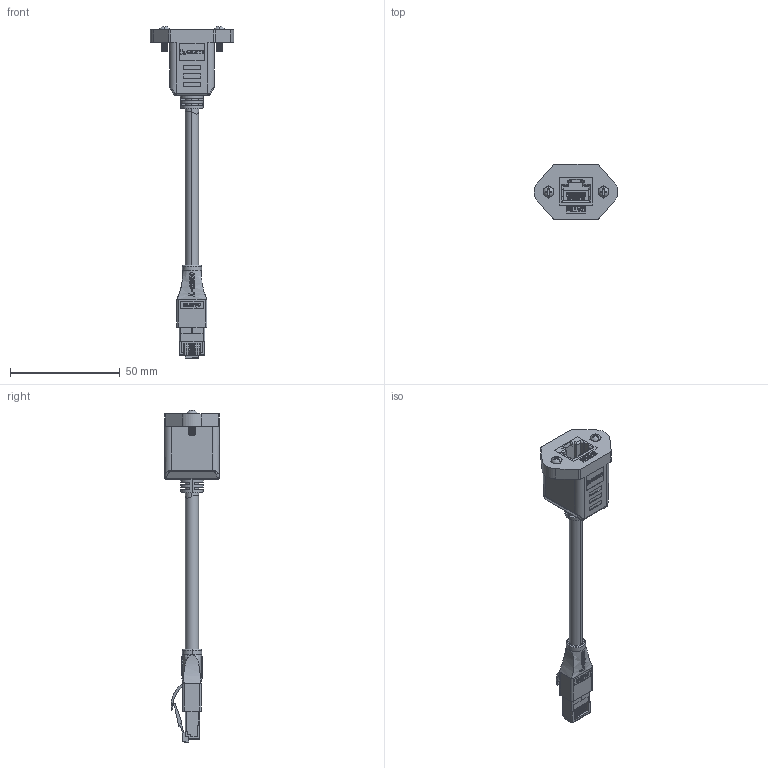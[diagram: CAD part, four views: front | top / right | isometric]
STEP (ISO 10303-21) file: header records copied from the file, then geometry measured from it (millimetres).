
FILE_DESCRIPTION (( 'STEP AP203' ), '1' );
FILE_NAME ('TRDC5EXTSF.STEP', '2011-02-01T15:51:06', ( 'x' ), ( 'Microsoft' ), 'SwSTEP 2.0', 'SolidWorks 2010', '' );
FILE_SCHEMA (( 'CONFIG_CONTROL_DESIGN' ));
Products named in the file (21): TRDC5EXTSF; MODULAR JACK PIN LOADING_??; modular jack pin  body_??; PIN1_??; M3x10mm PAN HEAD SCREW_??; M3 HEX NUT_??; CAT6 CABLE_NO LABEL; 1AD03-013-MA4_crimped strain relief; TDS8PC5-MA3; 1AD04-(RJ45 jack) END_CAT5e NEW LOGO; 1AD04-(RJ45 jack)_??; RJ45 jack housing_??; PIN2_??; COVER_??; PREMOLDING_??; OVERMOLD_CAT5e; 1AD03-013_crimped; 1AD03-013-MA3; 1AD03-013-MA2; 1AD03-013-MA1; 1AY01-034_with 6.5mm entry
Assembly tree (36 placements, depth 5):
  TRDC5EXTSF
    1AD03-013_crimped
      TDS8PC5-MA3  x8
      1AD03-013-MA1
      1AD03-013-MA3
      1AD03-013-MA4_crimped strain relief
      1AD03-013-MA2
    1AD04-(RJ45 jack) END_CAT5e NEW LOGO
      1AD04-(RJ45 jack)_??
        RJ45 jack housing_??
        MODULAR JACK PIN LOADING_??
          modular jack pin  body_??
          PIN2_??  x4
          PIN1_??  x4
      RJ45 jack housing_??
      COVER_??
      M3 HEX NUT_??  x2
      M3x10mm PAN HEAD SCREW_??  x2
      PREMOLDING_??
      OVERMOLD_CAT5e
    CAT6 CABLE_NO LABEL
    1AY01-034_with 6.5mm entry
Bounding box: 37.98 x 25 x 151.08 mm (x, y, z)
Volume: 26874.8 mm3; surface area: 25383.5 mm2
Topology: 40 solids, 40 shells, 2640 faces, 7353 edges, 4783 vertices
Faces by surface type: plane 1914, cylinder 452, bspline 158, torus 56, sphere 36, cone 24
Entity records: 86865 total; most frequent: CARTESIAN_POINT 32249, ORIENTED_EDGE 12166, DIRECTION 8731, EDGE_CURVE 6083, VERTEX_POINT 3975, LINE 3545, VECTOR 3545, AXIS2_PLACEMENT_3D 2593
